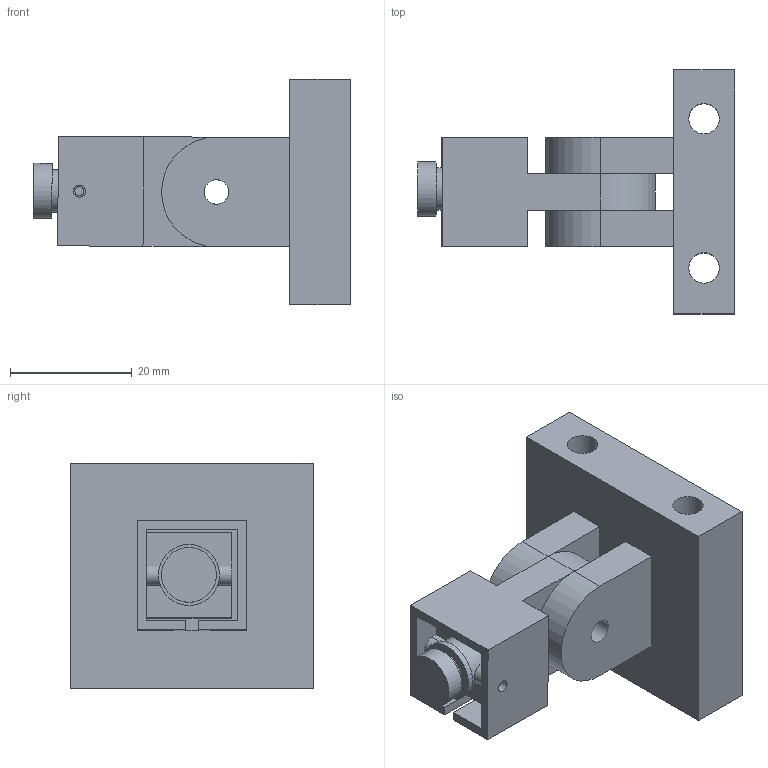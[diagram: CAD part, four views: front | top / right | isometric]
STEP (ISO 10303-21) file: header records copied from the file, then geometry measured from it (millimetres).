
FILE_DESCRIPTION(/* description */ (''),/* implementation_level */ '2;1');
FILE_NAME(/* name */ 'Walksnail microcamera assembly_.step',/* time_stamp */ '2023-06-16T14:14:01+02:00',/* author */ (''),/* organization */ (''),/* preprocessor_version */ 'ST-DEVELOPER v19.2',/* originating_system */ 'Autodesk Translation Framework v12.6.0.85',/* authorisation */ '');
FILE_SCHEMA (('AUTOMOTIVE_DESIGN { 1 0 10303 214 3 1 1 }'));
Length unit declared in the file: millimetre
Products named in the file (4): Walksnail microcamera assembly; Walksnail Microcamera mount A; Walksnail microcamera mount B; Walksnail Microcamera
Assembly tree (3 placements, depth 2):
  Walksnail microcamera assembly
    Walksnail Microcamera mount A
    Walksnail microcamera mount B
    Walksnail Microcamera
Bounding box: 52.03 x 40 x 37 mm (x, y, z)
Volume: 23084.2 mm3; surface area: 12020.3 mm2
Topology: 3 solids, 3 shells, 82 faces, 197 edges, 132 vertices
Faces by surface type: plane 54, cylinder 28
Full cylindrical faces by diameter (mm): 1 x4, 1.5 x2, 2 x2, 4 x3, 5 x2, 7 x1, 9 x2, 10 x1
Entity records: 2620 total; most frequent: CARTESIAN_POINT 521, DIRECTION 417, ORIENTED_EDGE 394, EDGE_CURVE 197, LINE 141, VECTOR 141, AXIS2_PLACEMENT_3D 138, VERTEX_POINT 132
